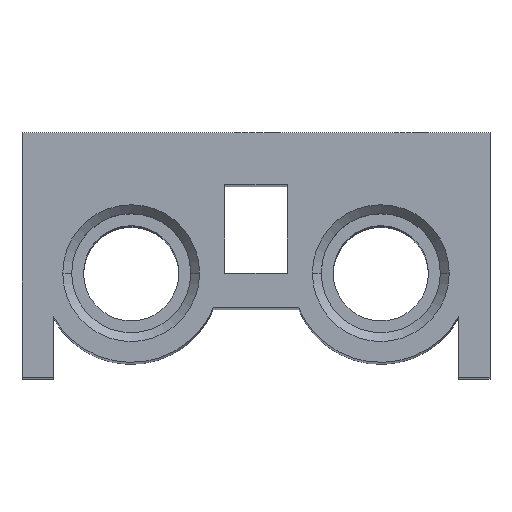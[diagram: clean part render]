
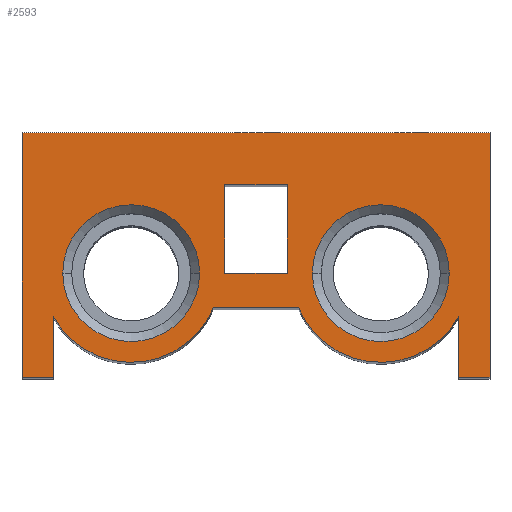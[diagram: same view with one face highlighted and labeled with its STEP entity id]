
A CAD part, top view. The second image highlights one B-rep face of the part: STEP entity #2593.
In plain terms, the highlighted planar face has unit normal (0, 0, 1).
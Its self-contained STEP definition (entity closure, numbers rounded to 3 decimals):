
#46 = VECTOR ( 'NONE', #3328, 1000. ) ;
#60 = VECTOR ( 'NONE', #1506, 1000. ) ;
#71 = ORIENTED_EDGE ( 'NONE', *, *, #1163, .T. ) ;
#116 = LINE ( 'NONE', #439, #879 ) ;
#119 = CARTESIAN_POINT ( 'NONE',  ( -19.5, 0., 115. ) ) ;
#121 = DIRECTION ( 'NONE',  ( 0., 0., -1. ) ) ;
#142 = CARTESIAN_POINT ( 'NONE',  ( -4.096, 6.667, 115. ) ) ;
#202 = CARTESIAN_POINT ( 'NONE',  ( -3., 18.5, 115. ) ) ;
#223 = CARTESIAN_POINT ( 'NONE',  ( -3., 18.5, 115. ) ) ;
#284 = LINE ( 'NONE', #1588, #1063 ) ;
#285 = CARTESIAN_POINT ( 'NONE',  ( -4.096, 6.667, 115. ) ) ;
#293 = EDGE_CURVE ( 'NONE', #1073, #2947, #4066, .T. ) ;
#362 = DIRECTION ( 'NONE',  ( -1., 0., 0. ) ) ;
#394 = VERTEX_POINT ( 'NONE', #3528 ) ;
#421 = CARTESIAN_POINT ( 'NONE',  ( -3., 10., 115. ) ) ;
#439 = CARTESIAN_POINT ( 'NONE',  ( -22.5, 0., 115. ) ) ;
#473 = CARTESIAN_POINT ( 'NONE',  ( 22.5, 0., 115. ) ) ;
#563 = FACE_BOUND ( 'NONE', #3444, .T. ) ;
#585 = CIRCLE ( 'NONE', #3095, 6.579 ) ;
#643 = VECTOR ( 'NONE', #3983, 1000. ) ;
#661 = LINE ( 'NONE', #1000, #643 ) ;
#664 = ORIENTED_EDGE ( 'NONE', *, *, #1784, .F. ) ;
#695 = ORIENTED_EDGE ( 'NONE', *, *, #2255, .T. ) ;
#768 = EDGE_CURVE ( 'NONE', #913, #3159, #661, .T. ) ;
#782 = DIRECTION ( 'NONE',  ( 1., 0., 0. ) ) ;
#879 = VECTOR ( 'NONE', #3895, 1000. ) ;
#885 = CARTESIAN_POINT ( 'NONE',  ( 4.096, 6.667, 115. ) ) ;
#913 = VERTEX_POINT ( 'NONE', #473 ) ;
#988 = DIRECTION ( 'NONE',  ( -1., 0., 0. ) ) ;
#991 = CARTESIAN_POINT ( 'NONE',  ( -12., 10., 115. ) ) ;
#998 = CARTESIAN_POINT ( 'NONE',  ( 3., 18.5, 115. ) ) ;
#1000 = CARTESIAN_POINT ( 'NONE',  ( 22.5, 0., 115. ) ) ;
#1063 = VECTOR ( 'NONE', #2873, 1000. ) ;
#1073 = VERTEX_POINT ( 'NONE', #1245 ) ;
#1125 = AXIS2_PLACEMENT_3D ( 'NONE', #3109, #2451, #3734 ) ;
#1163 = EDGE_CURVE ( 'NONE', #2549, #1073, #116, .T. ) ;
#1236 = CARTESIAN_POINT ( 'NONE',  ( 12., 10., 115. ) ) ;
#1245 = CARTESIAN_POINT ( 'NONE',  ( -19.5, 0., 115. ) ) ;
#1262 = ORIENTED_EDGE ( 'NONE', *, *, #4119, .T. ) ;
#1283 = ORIENTED_EDGE ( 'NONE', *, *, #293, .T. ) ;
#1285 = ORIENTED_EDGE ( 'NONE', *, *, #2496, .T. ) ;
#1292 = DIRECTION ( 'NONE',  ( 0., 0., -1. ) ) ;
#1306 = AXIS2_PLACEMENT_3D ( 'NONE', #1236, #2202, #4130 ) ;
#1313 = ORIENTED_EDGE ( 'NONE', *, *, #2197, .T. ) ;
#1325 = VERTEX_POINT ( 'NONE', #3389 ) ;
#1369 = ORIENTED_EDGE ( 'NONE', *, *, #2402, .F. ) ;
#1384 = LINE ( 'NONE', #3401, #3317 ) ;
#1387 = CARTESIAN_POINT ( 'NONE',  ( -12., 10., 115. ) ) ;
#1411 = CIRCLE ( 'NONE', #2138, 6.579 ) ;
#1421 = DIRECTION ( 'NONE',  ( -1., 0., 0. ) ) ;
#1446 = ORIENTED_EDGE ( 'NONE', *, *, #3509, .F. ) ;
#1449 = CIRCLE ( 'NONE', #1306, 8.579 ) ;
#1452 = DIRECTION ( 'NONE',  ( 0., 0., 1. ) ) ;
#1458 = DIRECTION ( 'NONE',  ( 0., -1., 0. ) ) ;
#1459 = LINE ( 'NONE', #2106, #2929 ) ;
#1484 = FACE_BOUND ( 'NONE', #2073, .T. ) ;
#1506 = DIRECTION ( 'NONE',  ( 0., -1., 0. ) ) ;
#1570 = DIRECTION ( 'NONE',  ( -1., 0., 0. ) ) ;
#1578 = EDGE_CURVE ( 'NONE', #2456, #3512, #2336, .T. ) ;
#1588 = CARTESIAN_POINT ( 'NONE',  ( -3., 10., 115. ) ) ;
#1617 = VECTOR ( 'NONE', #362, 1000. ) ;
#1720 = CARTESIAN_POINT ( 'NONE',  ( 3., 18.5, 115. ) ) ;
#1761 = DIRECTION ( 'NONE',  ( 1., 0., 0. ) ) ;
#1778 = VERTEX_POINT ( 'NONE', #1786 ) ;
#1779 = CARTESIAN_POINT ( 'NONE',  ( -22.5, 23.5, 115. ) ) ;
#1784 = EDGE_CURVE ( 'NONE', #1778, #2456, #1384, .T. ) ;
#1786 = CARTESIAN_POINT ( 'NONE',  ( 3., 10., 115. ) ) ;
#1822 = PLANE ( 'NONE',  #1125 ) ;
#1827 = VERTEX_POINT ( 'NONE', #3049 ) ;
#1855 = VERTEX_POINT ( 'NONE', #4010 ) ;
#1862 = LINE ( 'NONE', #223, #60 ) ;
#1889 = CARTESIAN_POINT ( 'NONE',  ( 22.5, 23.5, 115. ) ) ;
#1904 = EDGE_CURVE ( 'NONE', #1827, #394, #1963, .T. ) ;
#1926 = ORIENTED_EDGE ( 'NONE', *, *, #2861, .T. ) ;
#1963 = LINE ( 'NONE', #2846, #2325 ) ;
#2000 = VECTOR ( 'NONE', #3043, 1000. ) ;
#2006 = VECTOR ( 'NONE', #1458, 1000. ) ;
#2020 = CARTESIAN_POINT ( 'NONE',  ( 5.421, 10., 115. ) ) ;
#2068 = LINE ( 'NONE', #1779, #2006 ) ;
#2073 = EDGE_LOOP ( 'NONE', ( #2984, #695 ) ) ;
#2082 = EDGE_CURVE ( 'NONE', #3269, #1325, #1411, .T. ) ;
#2106 = CARTESIAN_POINT ( 'NONE',  ( 19.5, 0., 115. ) ) ;
#2138 = AXIS2_PLACEMENT_3D ( 'NONE', #2287, #3579, #1570 ) ;
#2162 = EDGE_CURVE ( 'NONE', #2947, #3108, #3031, .T. ) ;
#2165 = FACE_BOUND ( 'NONE', #2327, .T. ) ;
#2176 = VERTEX_POINT ( 'NONE', #2738 ) ;
#2197 = EDGE_CURVE ( 'NONE', #3159, #2663, #2696, .T. ) ;
#2202 = DIRECTION ( 'NONE',  ( 0., 0., 1. ) ) ;
#2231 = CARTESIAN_POINT ( 'NONE',  ( -22.5, 23.5, 115. ) ) ;
#2255 = EDGE_CURVE ( 'NONE', #2176, #1855, #585, .T. ) ;
#2287 = CARTESIAN_POINT ( 'NONE',  ( 12., 10., 115. ) ) ;
#2291 = ORIENTED_EDGE ( 'NONE', *, *, #2162, .T. ) ;
#2325 = VECTOR ( 'NONE', #3248, 1000. ) ;
#2327 = EDGE_LOOP ( 'NONE', ( #1446, #3846, #664, #1369 ) ) ;
#2336 = LINE ( 'NONE', #998, #1617 ) ;
#2350 = ORIENTED_EDGE ( 'NONE', *, *, #2082, .T. ) ;
#2351 = AXIS2_PLACEMENT_3D ( 'NONE', #1387, #1452, #2417 ) ;
#2402 = EDGE_CURVE ( 'NONE', #2833, #1778, #284, .T. ) ;
#2417 = DIRECTION ( 'NONE',  ( 1., 0., 0. ) ) ;
#2451 = DIRECTION ( 'NONE',  ( 0., 0., 1. ) ) ;
#2456 = VERTEX_POINT ( 'NONE', #1720 ) ;
#2472 = FACE_OUTER_BOUND ( 'NONE', #3318, .T. ) ;
#2496 = EDGE_CURVE ( 'NONE', #3108, #3198, #3276, .T. ) ;
#2549 = VERTEX_POINT ( 'NONE', #3458 ) ;
#2593 = ADVANCED_FACE ( 'NONE', ( #1484, #2165, #563, #2472 ), #1822, .T. ) ;
#2663 = VERTEX_POINT ( 'NONE', #2231 ) ;
#2696 = LINE ( 'NONE', #3979, #46 ) ;
#2726 = CARTESIAN_POINT ( 'NONE',  ( -12., 10., 115. ) ) ;
#2738 = CARTESIAN_POINT ( 'NONE',  ( -18.579, 10., 115. ) ) ;
#2754 = DIRECTION ( 'NONE',  ( 0., 1., 0. ) ) ;
#2824 = EDGE_CURVE ( 'NONE', #1855, #2176, #3087, .T. ) ;
#2833 = VERTEX_POINT ( 'NONE', #421 ) ;
#2846 = CARTESIAN_POINT ( 'NONE',  ( 19.5, 5.836, 115. ) ) ;
#2851 = ORIENTED_EDGE ( 'NONE', *, *, #768, .T. ) ;
#2861 = EDGE_CURVE ( 'NONE', #2663, #2549, #2068, .T. ) ;
#2873 = DIRECTION ( 'NONE',  ( 1., 0., 0. ) ) ;
#2929 = VECTOR ( 'NONE', #1761, 1000. ) ;
#2947 = VERTEX_POINT ( 'NONE', #3161 ) ;
#2984 = ORIENTED_EDGE ( 'NONE', *, *, #2824, .T. ) ;
#3031 = CIRCLE ( 'NONE', #2351, 8.579 ) ;
#3043 = DIRECTION ( 'NONE',  ( 0., 1., 0. ) ) ;
#3049 = CARTESIAN_POINT ( 'NONE',  ( 19.5, 5.836, 115. ) ) ;
#3068 = ORIENTED_EDGE ( 'NONE', *, *, #3092, .T. ) ;
#3087 = CIRCLE ( 'NONE', #3751, 6.579 ) ;
#3092 = EDGE_CURVE ( 'NONE', #3198, #1827, #1449, .T. ) ;
#3095 = AXIS2_PLACEMENT_3D ( 'NONE', #991, #1292, #3235 ) ;
#3108 = VERTEX_POINT ( 'NONE', #285 ) ;
#3109 = CARTESIAN_POINT ( 'NONE',  ( -12., 10., 115. ) ) ;
#3116 = AXIS2_PLACEMENT_3D ( 'NONE', #3272, #3877, #988 ) ;
#3159 = VERTEX_POINT ( 'NONE', #1889 ) ;
#3161 = CARTESIAN_POINT ( 'NONE',  ( -19.5, 5.836, 115. ) ) ;
#3198 = VERTEX_POINT ( 'NONE', #885 ) ;
#3235 = DIRECTION ( 'NONE',  ( -1., 0., 0. ) ) ;
#3248 = DIRECTION ( 'NONE',  ( 0., -1., 0. ) ) ;
#3269 = VERTEX_POINT ( 'NONE', #2020 ) ;
#3272 = CARTESIAN_POINT ( 'NONE',  ( 12., 10., 115. ) ) ;
#3276 = LINE ( 'NONE', #142, #3758 ) ;
#3318 = EDGE_LOOP ( 'NONE', ( #1926, #71, #1283, #2291, #1285, #3068, #3950, #3584, #2851, #1313 ) ) ;
#3317 = VECTOR ( 'NONE', #2754, 1000. ) ;
#3328 = DIRECTION ( 'NONE',  ( -1., 0., 0. ) ) ;
#3389 = CARTESIAN_POINT ( 'NONE',  ( 18.579, 10., 115. ) ) ;
#3401 = CARTESIAN_POINT ( 'NONE',  ( 3., 10., 115. ) ) ;
#3444 = EDGE_LOOP ( 'NONE', ( #1262, #2350 ) ) ;
#3458 = CARTESIAN_POINT ( 'NONE',  ( -22.5, 0., 115. ) ) ;
#3509 = EDGE_CURVE ( 'NONE', #3512, #2833, #1862, .T. ) ;
#3512 = VERTEX_POINT ( 'NONE', #202 ) ;
#3528 = CARTESIAN_POINT ( 'NONE',  ( 19.5, 0., 115. ) ) ;
#3579 = DIRECTION ( 'NONE',  ( 0., 0., -1. ) ) ;
#3584 = ORIENTED_EDGE ( 'NONE', *, *, #3822, .T. ) ;
#3734 = DIRECTION ( 'NONE',  ( 1., 0., 0. ) ) ;
#3751 = AXIS2_PLACEMENT_3D ( 'NONE', #2726, #121, #1421 ) ;
#3758 = VECTOR ( 'NONE', #782, 1000. ) ;
#3822 = EDGE_CURVE ( 'NONE', #394, #913, #1459, .T. ) ;
#3846 = ORIENTED_EDGE ( 'NONE', *, *, #1578, .F. ) ;
#3877 = DIRECTION ( 'NONE',  ( 0., 0., -1. ) ) ;
#3895 = DIRECTION ( 'NONE',  ( 1., 0., 0. ) ) ;
#3950 = ORIENTED_EDGE ( 'NONE', *, *, #1904, .T. ) ;
#3979 = CARTESIAN_POINT ( 'NONE',  ( 22.5, 23.5, 115. ) ) ;
#3983 = DIRECTION ( 'NONE',  ( 0., 1., 0. ) ) ;
#3987 = CIRCLE ( 'NONE', #3116, 6.579 ) ;
#4010 = CARTESIAN_POINT ( 'NONE',  ( -5.421, 10., 115. ) ) ;
#4066 = LINE ( 'NONE', #119, #2000 ) ;
#4119 = EDGE_CURVE ( 'NONE', #1325, #3269, #3987, .T. ) ;
#4130 = DIRECTION ( 'NONE',  ( 1., 0., 0. ) ) ;
